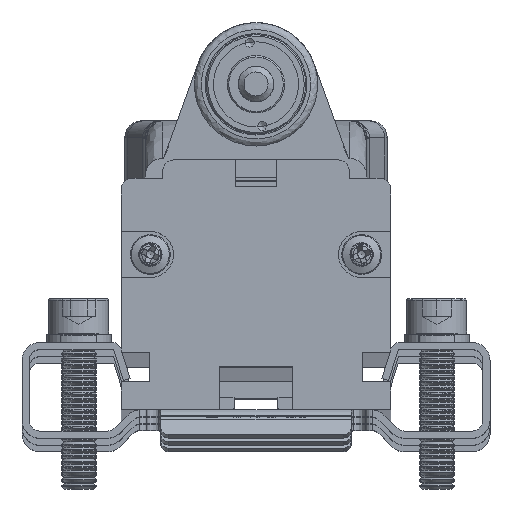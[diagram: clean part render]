
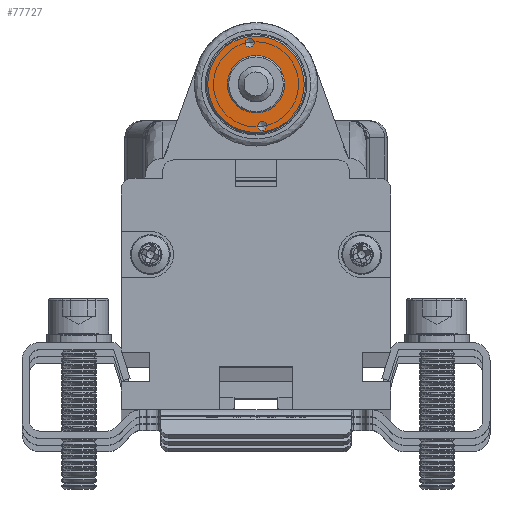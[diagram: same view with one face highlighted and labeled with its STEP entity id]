
A CAD part, top view. The second image highlights one B-rep face of the part: STEP entity #77727.
In plain terms, the highlighted planar face has unit normal (0, 0, 1).
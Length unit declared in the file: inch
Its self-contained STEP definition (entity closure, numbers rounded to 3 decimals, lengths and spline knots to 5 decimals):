
#975 = FACE_OUTER_BOUND ( 'NONE', #44933, .T. ) ;
#15020 = CIRCLE ( 'NONE', #66498, 0.02559 ) ;
#31221 = AXIS2_PLACEMENT_3D ( 'NONE', #65791, #92935, #99176 ) ;
#37058 = EDGE_CURVE ( 'NONE', #97334, #97334, #90273, .T. ) ;
#37339 = ORIENTED_EDGE ( 'NONE', *, *, #37058, .T. ) ;
#40485 = DIRECTION ( 'NONE',  ( -0.989, -0.148, 0. ) ) ;
#44933 = EDGE_LOOP ( 'NONE', ( #103894 ) ) ;
#47954 = ORIENTED_EDGE ( 'NONE', *, *, #50167, .T. ) ;
#50167 = EDGE_CURVE ( 'NONE', #90314, #90314, #15020, .T. ) ;
#52681 = CARTESIAN_POINT ( 'NONE',  ( 0.71333, 2.10568, 6.1811 ) ) ;
#53201 = CARTESIAN_POINT ( 'NONE',  ( 0.74803, 1.87402, 6.1811 ) ) ;
#56194 = CARTESIAN_POINT ( 'NONE',  ( 0.68802, 2.10189, 6.1811 ) ) ;
#58784 = CARTESIAN_POINT ( 'NONE',  ( 0.78273, 1.64235, 6.1811 ) ) ;
#65220 = CIRCLE ( 'NONE', #31221, 0.26772 ) ;
#65791 = CARTESIAN_POINT ( 'NONE',  ( 0.74803, 1.87402, 6.1811 ) ) ;
#66498 = AXIS2_PLACEMENT_3D ( 'NONE', #58784, #99413, #40485 ) ;
#68209 = PLANE ( 'NONE',  #82539 ) ;
#70412 = DIRECTION ( 'NONE',  ( 0., 0., 1. ) ) ;
#73101 = CARTESIAN_POINT ( 'NONE',  ( 0.75742, 1.63856, 6.1811 ) ) ;
#77727 = ADVANCED_FACE ( 'NONE', ( #101639, #93214, #975 ), #68209, .T. ) ;
#82539 = AXIS2_PLACEMENT_3D ( 'NONE', #53201, #70412, #87628 ) ;
#84763 = EDGE_LOOP ( 'NONE', ( #47954 ) ) ;
#86535 = DIRECTION ( 'NONE',  ( 0., 0., -1. ) ) ;
#87628 = DIRECTION ( 'NONE',  ( -0.989, -0.148, 0. ) ) ;
#90273 = CIRCLE ( 'NONE', #104530, 0.02559 ) ;
#90314 = VERTEX_POINT ( 'NONE', #73101 ) ;
#92701 = CARTESIAN_POINT ( 'NONE',  ( 0.78769, 1.60925, 6.1811 ) ) ;
#92935 = DIRECTION ( 'NONE',  ( 0., 0., -1. ) ) ;
#93214 = FACE_BOUND ( 'NONE', #96727, .T. ) ;
#96727 = EDGE_LOOP ( 'NONE', ( #37339 ) ) ;
#97112 = EDGE_CURVE ( 'NONE', #107180, #107180, #65220, .T. ) ;
#97334 = VERTEX_POINT ( 'NONE', #56194 ) ;
#99176 = DIRECTION ( 'NONE',  ( 0.148, -0.989, 0. ) ) ;
#99413 = DIRECTION ( 'NONE',  ( 0., 0., -1. ) ) ;
#101639 = FACE_BOUND ( 'NONE', #84763, .T. ) ;
#103894 = ORIENTED_EDGE ( 'NONE', *, *, #97112, .F. ) ;
#104348 = DIRECTION ( 'NONE',  ( -0.989, -0.148, 0. ) ) ;
#104530 = AXIS2_PLACEMENT_3D ( 'NONE', #52681, #86535, #104348 ) ;
#107180 = VERTEX_POINT ( 'NONE', #92701 ) ;
